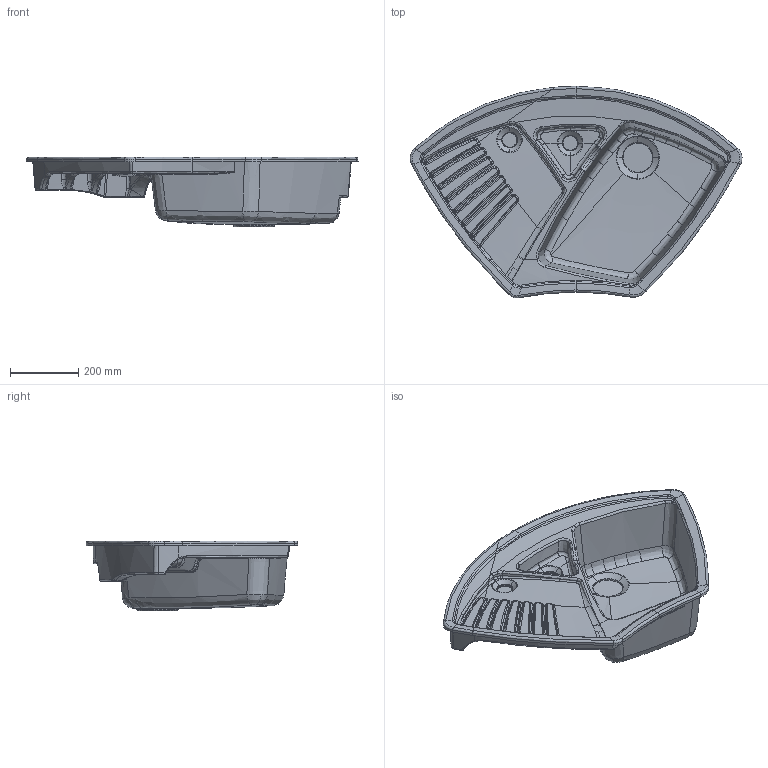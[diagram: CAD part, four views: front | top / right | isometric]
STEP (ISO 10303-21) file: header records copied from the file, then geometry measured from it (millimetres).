
FILE_DESCRIPTION(/* description */ (''),/* implementation_level */ '2;1');
FILE_NAME(/* name */ 'Arena_6729_Eckspuele.stp',/* time_stamp */ '2019-02-28T14:11:57+01:00',/* author */ (''),/* organization */ (''),/* preprocessor_version */ 'ST-DEVELOPER v16',/* originating_system */ 'SIEMENS PLM Software NX 10.0',/* authorisation */ '');
FILE_SCHEMA (('AUTOMOTIVE_DESIGN { 1 0 10303 214 3 1 1 1 }'));
Products named in the file (1): Sier269C89C7mox6
Bounding box: 976.16 x 622.09 x 205.02 mm (x, y, z)
Volume: 13422253.3 mm3; surface area: 1552169.9 mm2
Topology: 1 solids, 1 shells, 882 faces, 2865 edges, 1970 vertices
Faces by surface type: bspline 808, cylinder 31, plane 25, cone 18
Entity records: 57995 total; most frequent: CARTESIAN_POINT 40827, ORIENTED_EDGE 5696, EDGE_CURVE 2848, B_SPLINE_CURVE_WITH_KNOTS 2837, VERTEX_POINT 1970, EDGE_LOOP 884, ADVANCED_FACE 882, FACE_OUTER_BOUND 880
